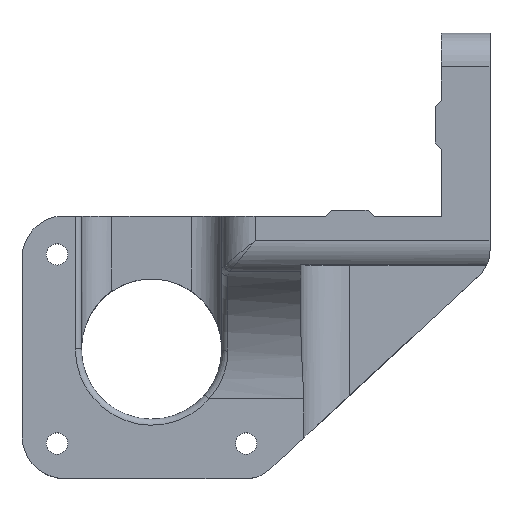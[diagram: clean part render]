
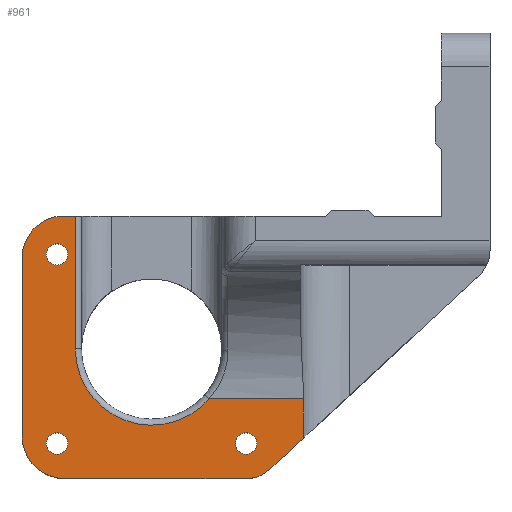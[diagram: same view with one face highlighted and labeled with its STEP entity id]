
A CAD part, top view. The second image highlights one B-rep face of the part: STEP entity #961.
In plain terms, the highlighted planar face has unit normal (0, 0, 1).
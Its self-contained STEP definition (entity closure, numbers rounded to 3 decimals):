
#57=FACE_BOUND('',#143,.T.);
#58=FACE_BOUND('',#144,.T.);
#59=FACE_BOUND('',#145,.T.);
#85=FACE_OUTER_BOUND('',#142,.T.);
#142=EDGE_LOOP('',(#774,#775,#776,#777,#778,#779,#780,#781,#782,#783,#784,
#785));
#143=EDGE_LOOP('',(#786));
#144=EDGE_LOOP('',(#787));
#145=EDGE_LOOP('',(#788));
#203=CIRCLE('',#1057,12.5);
#205=CIRCLE('',#1061,30.5);
#206=CIRCLE('',#1062,7.);
#207=CIRCLE('',#1063,7.);
#208=CIRCLE('',#1064,5.75);
#209=CIRCLE('',#1065,1.75);
#210=CIRCLE('',#1066,1.75);
#211=CIRCLE('',#1067,1.75);
#227=LINE('',#1438,#314);
#228=LINE('',#1454,#315);
#251=LINE('',#1541,#338);
#272=LINE('',#1647,#359);
#274=LINE('',#1690,#361);
#275=LINE('',#1696,#362);
#276=LINE('',#1700,#363);
#314=VECTOR('',#1138,10.);
#315=VECTOR('',#1145,22.5);
#338=VECTOR('',#1204,10.);
#359=VECTOR('',#1259,10.);
#361=VECTOR('',#1277,10.);
#362=VECTOR('',#1282,10.);
#363=VECTOR('',#1285,10.);
#406=VERTEX_POINT('',#1428);
#407=VERTEX_POINT('',#1437);
#410=VERTEX_POINT('',#1448);
#444=VERTEX_POINT('',#1540);
#462=VERTEX_POINT('',#1644);
#463=VERTEX_POINT('',#1646);
#466=VERTEX_POINT('',#1689);
#467=VERTEX_POINT('',#1691);
#468=VERTEX_POINT('',#1693);
#469=VERTEX_POINT('',#1695);
#470=VERTEX_POINT('',#1697);
#471=VERTEX_POINT('',#1699);
#472=VERTEX_POINT('',#1702);
#473=VERTEX_POINT('',#1704);
#474=VERTEX_POINT('',#1706);
#502=EDGE_CURVE('',#407,#406,#227,.T.);
#507=EDGE_CURVE('',#410,#406,#228,.T.);
#544=EDGE_CURVE('',#407,#444,#251,.T.);
#575=EDGE_CURVE('',#462,#463,#272,.T.);
#580=EDGE_CURVE('',#463,#410,#203,.T.);
#583=EDGE_CURVE('',#466,#462,#274,.T.);
#584=EDGE_CURVE('',#467,#466,#205,.T.);
#585=EDGE_CURVE('',#468,#467,#206,.T.);
#586=EDGE_CURVE('',#469,#468,#275,.T.);
#587=EDGE_CURVE('',#470,#469,#207,.T.);
#588=EDGE_CURVE('',#471,#470,#276,.T.);
#589=EDGE_CURVE('',#471,#444,#208,.T.);
#590=EDGE_CURVE('',#472,#472,#209,.T.);
#591=EDGE_CURVE('',#473,#473,#210,.T.);
#592=EDGE_CURVE('',#474,#474,#211,.T.);
#774=ORIENTED_EDGE('',*,*,#502,.T.);
#775=ORIENTED_EDGE('',*,*,#507,.F.);
#776=ORIENTED_EDGE('',*,*,#580,.F.);
#777=ORIENTED_EDGE('',*,*,#575,.F.);
#778=ORIENTED_EDGE('',*,*,#583,.F.);
#779=ORIENTED_EDGE('',*,*,#584,.F.);
#780=ORIENTED_EDGE('',*,*,#585,.F.);
#781=ORIENTED_EDGE('',*,*,#586,.F.);
#782=ORIENTED_EDGE('',*,*,#587,.F.);
#783=ORIENTED_EDGE('',*,*,#588,.F.);
#784=ORIENTED_EDGE('',*,*,#589,.T.);
#785=ORIENTED_EDGE('',*,*,#544,.F.);
#786=ORIENTED_EDGE('',*,*,#590,.F.);
#787=ORIENTED_EDGE('',*,*,#591,.F.);
#788=ORIENTED_EDGE('',*,*,#592,.F.);
#920=PLANE('',#1060);
#961=ADVANCED_FACE('',(#85,#57,#58,#59),#920,.F.);
#1057=AXIS2_PLACEMENT_3D('',#1655,#1269,#1270);
#1060=AXIS2_PLACEMENT_3D('',#1688,#1275,#1276);
#1061=AXIS2_PLACEMENT_3D('',#1692,#1278,#1279);
#1062=AXIS2_PLACEMENT_3D('',#1694,#1280,#1281);
#1063=AXIS2_PLACEMENT_3D('',#1698,#1283,#1284);
#1064=AXIS2_PLACEMENT_3D('',#1701,#1286,#1287);
#1065=AXIS2_PLACEMENT_3D('',#1703,#1288,#1289);
#1066=AXIS2_PLACEMENT_3D('',#1705,#1290,#1291);
#1067=AXIS2_PLACEMENT_3D('',#1707,#1292,#1293);
#1138=DIRECTION('',(0.,1.,0.));
#1145=DIRECTION('',(1.,0.,0.));
#1204=DIRECTION('',(-0.733,-0.68,0.));
#1259=DIRECTION('',(0.,-1.,0.));
#1269=DIRECTION('center_axis',(0.,0.,1.));
#1270=DIRECTION('ref_axis',(-0.386,-0.923,0.));
#1275=DIRECTION('center_axis',(0.,0.,-1.));
#1276=DIRECTION('ref_axis',(1.,0.,0.));
#1277=DIRECTION('',(1.,0.,0.));
#1278=DIRECTION('center_axis',(0.,0.,1.));
#1279=DIRECTION('ref_axis',(0.707,-0.707,0.));
#1280=DIRECTION('center_axis',(0.,0.,-1.));
#1281=DIRECTION('ref_axis',(1.,0.,0.));
#1282=DIRECTION('',(0.,1.,0.));
#1283=DIRECTION('center_axis',(0.,0.,-1.));
#1284=DIRECTION('ref_axis',(-0.707,-0.707,0.));
#1285=DIRECTION('',(-1.,0.,0.));
#1286=DIRECTION('center_axis',(0.,0.,1.));
#1287=DIRECTION('ref_axis',(-0.098,-0.995,0.));
#1288=DIRECTION('center_axis',(0.,0.,1.));
#1289=DIRECTION('ref_axis',(1.,0.,0.));
#1290=DIRECTION('center_axis',(0.,0.,1.));
#1291=DIRECTION('ref_axis',(1.,0.,0.));
#1292=DIRECTION('center_axis',(0.,0.,1.));
#1293=DIRECTION('ref_axis',(1.,0.,0.));
#1428=CARTESIAN_POINT('',(64.401,-67.937,12.5));
#1437=CARTESIAN_POINT('',(64.401,-74.375,12.5));
#1438=CARTESIAN_POINT('',(64.401,-46.,12.5));
#1448=CARTESIAN_POINT('',(48.945,-67.937,12.5));
#1454=CARTESIAN_POINT('',(56.813,-67.937,12.5));
#1540=CARTESIAN_POINT('',(58.91,-79.466,12.5));
#1541=CARTESIAN_POINT('',(95.,-46.,12.5));
#1644=CARTESIAN_POINT('',(27.,-38.,12.5));
#1646=CARTESIAN_POINT('',(27.,-59.75,12.5));
#1647=CARTESIAN_POINT('',(27.,-41.375,12.5));
#1655=CARTESIAN_POINT('Origin',(39.5,-59.75,12.5));
#1688=CARTESIAN_POINT('Origin',(52.625,-23.,12.5));
#1689=CARTESIAN_POINT('',(24.,-38.,12.5));
#1690=CARTESIAN_POINT('',(69.813,-38.,12.5));
#1691=CARTESIAN_POINT('',(23.99,-38.002,12.5));
#1692=CARTESIAN_POINT('Origin',(18.5,-8.,12.5));
#1693=CARTESIAN_POINT('',(18.25,-44.887,12.5));
#1694=CARTESIAN_POINT('Origin',(25.25,-44.887,12.5));
#1695=CARTESIAN_POINT('',(18.25,-74.,12.5));
#1696=CARTESIAN_POINT('',(18.25,-30.75,12.5));
#1697=CARTESIAN_POINT('',(25.25,-81.,12.5));
#1698=CARTESIAN_POINT('Origin',(25.25,-74.,12.5));
#1699=CARTESIAN_POINT('',(55.,-81.,12.5));
#1700=CARTESIAN_POINT('',(35.438,-81.,12.5));
#1701=CARTESIAN_POINT('Origin',(55.,-75.25,12.5));
#1702=CARTESIAN_POINT('',(22.25,-75.25,12.5));
#1703=CARTESIAN_POINT('Origin',(24.,-75.25,12.5));
#1704=CARTESIAN_POINT('',(53.25,-75.25,12.5));
#1705=CARTESIAN_POINT('Origin',(55.,-75.25,12.5));
#1706=CARTESIAN_POINT('',(22.25,-44.25,12.5));
#1707=CARTESIAN_POINT('Origin',(24.,-44.25,12.5));
